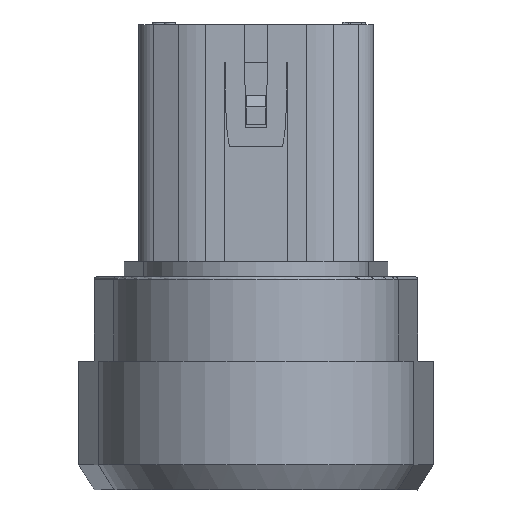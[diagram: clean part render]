
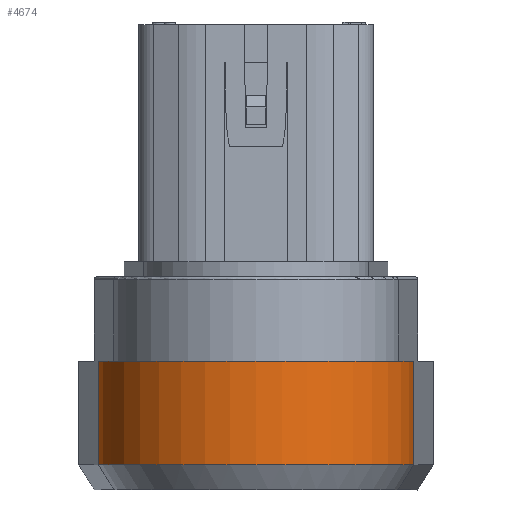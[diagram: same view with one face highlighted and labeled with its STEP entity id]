
A CAD part, left-side view. The second image highlights one B-rep face of the part: STEP entity #4674.
In plain terms, the highlighted cylindrical face has radius 12.5 mm (diameter 25 mm), a partial arc.
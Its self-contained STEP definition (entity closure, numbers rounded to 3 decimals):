
#344=CYLINDRICAL_SURFACE('',#18228,12.5);
#996=FACE_OUTER_BOUND('',#6864,.T.);
#2374=LINE('',#28509,#3768);
#2379=LINE('',#28529,#3773);
#3768=VECTOR('',#21804,1.);
#3773=VECTOR('',#21825,1.);
#4674=ADVANCED_FACE('',(#996),#344,.T.);
#6864=EDGE_LOOP('',(#10852,#10853,#10854,#10855,#10856,#10857));
#10852=ORIENTED_EDGE('',*,*,#15994,.T.);
#10853=ORIENTED_EDGE('',*,*,#16002,.T.);
#10854=ORIENTED_EDGE('',*,*,#16003,.T.);
#10855=ORIENTED_EDGE('',*,*,#16004,.F.);
#10856=ORIENTED_EDGE('',*,*,#15999,.F.);
#10857=ORIENTED_EDGE('',*,*,#15998,.F.);
#13652=VERTEX_POINT('',#28508);
#13653=VERTEX_POINT('',#28510);
#13655=VERTEX_POINT('',#28518);
#13656=VERTEX_POINT('',#28520);
#13658=VERTEX_POINT('',#28526);
#13659=VERTEX_POINT('',#28528);
#15994=EDGE_CURVE('',#13653,#13652,#2374,.T.);
#15998=EDGE_CURVE('',#13653,#13655,#17036,.T.);
#15999=EDGE_CURVE('',#13655,#13656,#17037,.T.);
#16002=EDGE_CURVE('',#13652,#13658,#17039,.T.);
#16003=EDGE_CURVE('',#13658,#13659,#17040,.T.);
#16004=EDGE_CURVE('',#13656,#13659,#2379,.T.);
#17036=CIRCLE('',#18222,12.5);
#17037=CIRCLE('',#18223,12.5);
#17039=CIRCLE('',#18226,12.5);
#17040=CIRCLE('',#18227,12.5);
#18222=AXIS2_PLACEMENT_3D('',#28517,#21812,#21813);
#18223=AXIS2_PLACEMENT_3D('',#28519,#21814,#21815);
#18226=AXIS2_PLACEMENT_3D('',#28525,#21821,#21822);
#18227=AXIS2_PLACEMENT_3D('',#28527,#21823,#21824);
#18228=AXIS2_PLACEMENT_3D('',#28530,#21826,#21827);
#21804=DIRECTION('',(0.,0.,1.));
#21812=DIRECTION('',(0.,0.,-1.));
#21813=DIRECTION('',(-0.09,-0.996,0.));
#21814=DIRECTION('',(0.,0.,-1.));
#21815=DIRECTION('',(-1.,0.,0.));
#21821=DIRECTION('',(0.,0.,-1.));
#21822=DIRECTION('',(-0.09,-0.996,0.));
#21823=DIRECTION('',(0.,0.,-1.));
#21824=DIRECTION('',(-1.,0.,0.));
#21825=DIRECTION('',(0.,0.,1.));
#21826=DIRECTION('',(0.,0.,-1.));
#21827=DIRECTION('',(-1.,0.,0.));
#28508=CARTESIAN_POINT('',(-24.174,-12.449,10.15));
#28509=CARTESIAN_POINT('',(-24.174,-12.449,2.));
#28510=CARTESIAN_POINT('',(-24.174,-12.449,2.));
#28517=CARTESIAN_POINT('',(-23.05,0.,2.));
#28518=CARTESIAN_POINT('',(-35.55,0.,2.));
#28519=CARTESIAN_POINT('',(-23.05,0.,2.));
#28520=CARTESIAN_POINT('',(-24.174,12.449,2.));
#28525=CARTESIAN_POINT('',(-23.05,0.,10.15));
#28526=CARTESIAN_POINT('',(-35.55,0.,10.15));
#28527=CARTESIAN_POINT('',(-23.05,0.,10.15));
#28528=CARTESIAN_POINT('',(-24.174,12.449,10.15));
#28529=CARTESIAN_POINT('',(-24.174,12.449,2.));
#28530=CARTESIAN_POINT('',(-23.05,0.,10.313));
